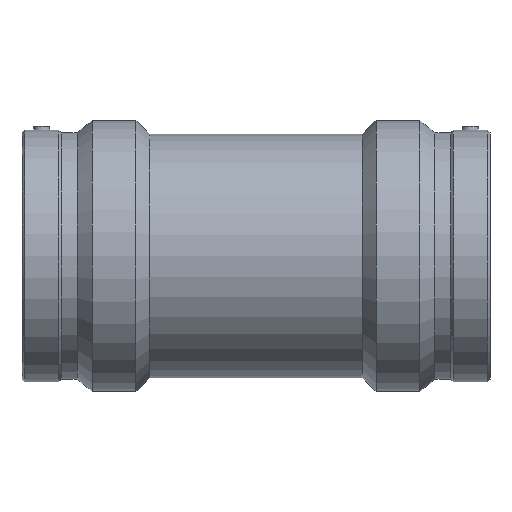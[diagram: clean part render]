
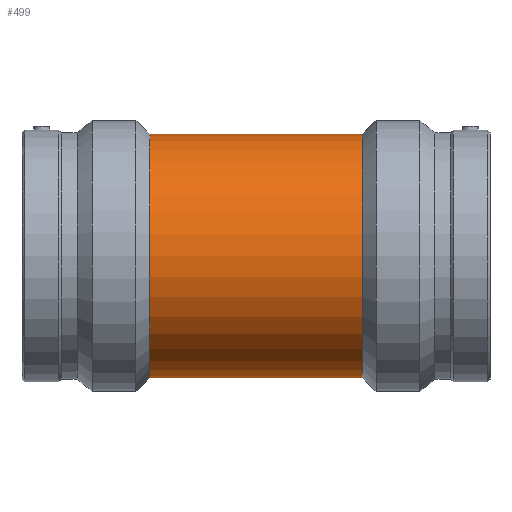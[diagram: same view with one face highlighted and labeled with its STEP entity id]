
A CAD part, top view. The second image highlights one B-rep face of the part: STEP entity #499.
In plain terms, the highlighted cylindrical face has radius 117.45 mm (diameter 234.9 mm), a full revolution.
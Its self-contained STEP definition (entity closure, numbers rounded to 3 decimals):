
#30=B_SPLINE_CURVE_WITH_KNOTS('',3,(#865,#866,#867,#868,#869,#870,#871,
#872,#873,#874,#875,#876,#877,#878,#879,#880,#881,#882,#883,#884,#885,#886,
#887,#888,#889,#890,#891,#892,#893,#894,#895,#896,#897,#898,#899,#900,#901,
#902,#903,#904,#905,#906,#907,#908,#909,#910,#911,#912,#913,#914,#915,#916,
#917,#918,#919,#920,#921,#922,#923,#924,#925,#926,#927,#928,#929,#930),
 .UNSPECIFIED.,.T.,.F.,(4,2,2,2,2,2,2,2,2,2,2,2,2,2,2,2,2,2,2,2,2,2,2,2,
2,2,2,2,2,2,2,2,4),(0.,0.902,1.803,2.705,
3.606,4.507,5.408,6.308,7.209,
8.11,9.01,9.911,10.811,11.713,
12.615,13.516,14.418,15.319,16.221,
17.123,18.024,18.925,19.825,20.726,
21.627,22.527,23.428,24.329,25.229,
26.131,27.032,27.934,28.836),
 .UNSPECIFIED.);
#69=FACE_BOUND('',#187,.T.);
#70=FACE_BOUND('',#188,.T.);
#117=FACE_OUTER_BOUND('',#186,.T.);
#186=EDGE_LOOP('',(#412));
#187=EDGE_LOOP('',(#413));
#188=EDGE_LOOP('',(#414));
#251=CIRCLE('',#568,117.45);
#252=CIRCLE('',#570,117.45);
#276=VERTEX_POINT('',#864);
#297=VERTEX_POINT('',#1058);
#298=VERTEX_POINT('',#1061);
#322=EDGE_CURVE('',#276,#276,#30,.T.);
#343=EDGE_CURVE('',#297,#297,#251,.T.);
#344=EDGE_CURVE('',#298,#298,#252,.T.);
#412=ORIENTED_EDGE('',*,*,#343,.T.);
#413=ORIENTED_EDGE('',*,*,#322,.T.);
#414=ORIENTED_EDGE('',*,*,#344,.F.);
#465=CYLINDRICAL_SURFACE('',#569,117.45);
#499=ADVANCED_FACE('',(#117,#69,#70),#465,.T.);
#568=AXIS2_PLACEMENT_3D('',#1059,#704,#705);
#569=AXIS2_PLACEMENT_3D('',#1060,#706,#707);
#570=AXIS2_PLACEMENT_3D('',#1062,#708,#709);
#704=DIRECTION('center_axis',(1.,0.,0.));
#705=DIRECTION('ref_axis',(0.,0.,-1.));
#706=DIRECTION('center_axis',(1.,0.,0.));
#707=DIRECTION('ref_axis',(0.,1.,0.));
#708=DIRECTION('center_axis',(1.,0.,0.));
#709=DIRECTION('ref_axis',(0.,0.,-1.));
#864=CARTESIAN_POINT('',(0.,-47.25,-107.526));
#865=CARTESIAN_POINT('Ctrl Pts',(0.,-47.25,-107.526));
#866=CARTESIAN_POINT('Ctrl Pts',(3.005,-47.25,-107.526));
#867=CARTESIAN_POINT('Ctrl Pts',(6.1,-46.959,-107.656));
#868=CARTESIAN_POINT('Ctrl Pts',(12.234,-45.746,-108.177));
#869=CARTESIAN_POINT('Ctrl Pts',(15.272,-44.824,-108.568));
#870=CARTESIAN_POINT('Ctrl Pts',(21.08,-42.404,-109.536));
#871=CARTESIAN_POINT('Ctrl Pts',(23.856,-40.903,-110.113));
#872=CARTESIAN_POINT('Ctrl Pts',(28.981,-37.446,-111.336));
#873=CARTESIAN_POINT('Ctrl Pts',(31.331,-35.491,-111.98));
#874=CARTESIAN_POINT('Ctrl Pts',(35.488,-31.333,-113.214));
#875=CARTESIAN_POINT('Ctrl Pts',(37.444,-28.984,-113.848));
#876=CARTESIAN_POINT('Ctrl Pts',(40.901,-23.858,-115.031));
#877=CARTESIAN_POINT('Ctrl Pts',(42.403,-21.081,-115.58));
#878=CARTESIAN_POINT('Ctrl Pts',(44.825,-15.27,-116.49));
#879=CARTESIAN_POINT('Ctrl Pts',(45.747,-12.23,-116.852));
#880=CARTESIAN_POINT('Ctrl Pts',(46.959,-6.096,-117.332));
#881=CARTESIAN_POINT('Ctrl Pts',(47.25,-3.002,-117.45));
#882=CARTESIAN_POINT('Ctrl Pts',(47.25,3.002,-117.45));
#883=CARTESIAN_POINT('Ctrl Pts',(46.959,6.096,-117.332));
#884=CARTESIAN_POINT('Ctrl Pts',(45.747,12.23,-116.852));
#885=CARTESIAN_POINT('Ctrl Pts',(44.825,15.27,-116.49));
#886=CARTESIAN_POINT('Ctrl Pts',(42.403,21.081,-115.58));
#887=CARTESIAN_POINT('Ctrl Pts',(40.901,23.858,-115.031));
#888=CARTESIAN_POINT('Ctrl Pts',(37.444,28.984,-113.848));
#889=CARTESIAN_POINT('Ctrl Pts',(35.488,31.333,-113.214));
#890=CARTESIAN_POINT('Ctrl Pts',(31.331,35.491,-111.98));
#891=CARTESIAN_POINT('Ctrl Pts',(28.981,37.446,-111.336));
#892=CARTESIAN_POINT('Ctrl Pts',(23.856,40.903,-110.113));
#893=CARTESIAN_POINT('Ctrl Pts',(21.08,42.404,-109.536));
#894=CARTESIAN_POINT('Ctrl Pts',(15.272,44.824,-108.568));
#895=CARTESIAN_POINT('Ctrl Pts',(12.234,45.746,-108.177));
#896=CARTESIAN_POINT('Ctrl Pts',(6.1,46.959,-107.656));
#897=CARTESIAN_POINT('Ctrl Pts',(3.005,47.25,-107.526));
#898=CARTESIAN_POINT('Ctrl Pts',(-3.005,47.25,-107.526));
#899=CARTESIAN_POINT('Ctrl Pts',(-6.1,46.959,-107.656));
#900=CARTESIAN_POINT('Ctrl Pts',(-12.234,45.746,-108.177));
#901=CARTESIAN_POINT('Ctrl Pts',(-15.272,44.824,-108.568));
#902=CARTESIAN_POINT('Ctrl Pts',(-21.08,42.404,-109.536));
#903=CARTESIAN_POINT('Ctrl Pts',(-23.856,40.903,-110.113));
#904=CARTESIAN_POINT('Ctrl Pts',(-28.981,37.446,-111.336));
#905=CARTESIAN_POINT('Ctrl Pts',(-31.331,35.491,-111.98));
#906=CARTESIAN_POINT('Ctrl Pts',(-35.488,31.333,-113.214));
#907=CARTESIAN_POINT('Ctrl Pts',(-37.444,28.984,-113.848));
#908=CARTESIAN_POINT('Ctrl Pts',(-40.901,23.858,-115.031));
#909=CARTESIAN_POINT('Ctrl Pts',(-42.403,21.081,-115.58));
#910=CARTESIAN_POINT('Ctrl Pts',(-44.825,15.27,-116.49));
#911=CARTESIAN_POINT('Ctrl Pts',(-45.747,12.23,-116.852));
#912=CARTESIAN_POINT('Ctrl Pts',(-46.959,6.096,-117.332));
#913=CARTESIAN_POINT('Ctrl Pts',(-47.25,3.002,-117.45));
#914=CARTESIAN_POINT('Ctrl Pts',(-47.25,-3.002,-117.45));
#915=CARTESIAN_POINT('Ctrl Pts',(-46.959,-6.096,-117.332));
#916=CARTESIAN_POINT('Ctrl Pts',(-45.747,-12.23,-116.852));
#917=CARTESIAN_POINT('Ctrl Pts',(-44.825,-15.27,-116.49));
#918=CARTESIAN_POINT('Ctrl Pts',(-42.403,-21.081,-115.58));
#919=CARTESIAN_POINT('Ctrl Pts',(-40.901,-23.858,-115.031));
#920=CARTESIAN_POINT('Ctrl Pts',(-37.444,-28.984,-113.848));
#921=CARTESIAN_POINT('Ctrl Pts',(-35.488,-31.333,-113.214));
#922=CARTESIAN_POINT('Ctrl Pts',(-31.331,-35.491,-111.98));
#923=CARTESIAN_POINT('Ctrl Pts',(-28.981,-37.446,-111.336));
#924=CARTESIAN_POINT('Ctrl Pts',(-23.856,-40.903,-110.113));
#925=CARTESIAN_POINT('Ctrl Pts',(-21.08,-42.404,-109.536));
#926=CARTESIAN_POINT('Ctrl Pts',(-15.272,-44.824,-108.568));
#927=CARTESIAN_POINT('Ctrl Pts',(-12.234,-45.746,-108.177));
#928=CARTESIAN_POINT('Ctrl Pts',(-6.1,-46.959,-107.656));
#929=CARTESIAN_POINT('Ctrl Pts',(-3.005,-47.25,-107.526));
#930=CARTESIAN_POINT('Ctrl Pts',(0.,-47.25,-107.526));
#1058=CARTESIAN_POINT('',(-102.603,117.45,0.));
#1059=CARTESIAN_POINT('Origin',(-102.603,0.,0.));
#1060=CARTESIAN_POINT('Origin',(0.,0.,0.));
#1061=CARTESIAN_POINT('',(102.603,117.45,0.));
#1062=CARTESIAN_POINT('Origin',(102.603,0.,0.));
